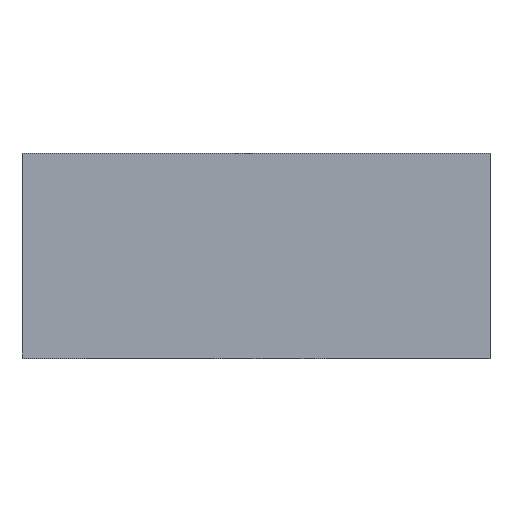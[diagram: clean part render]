
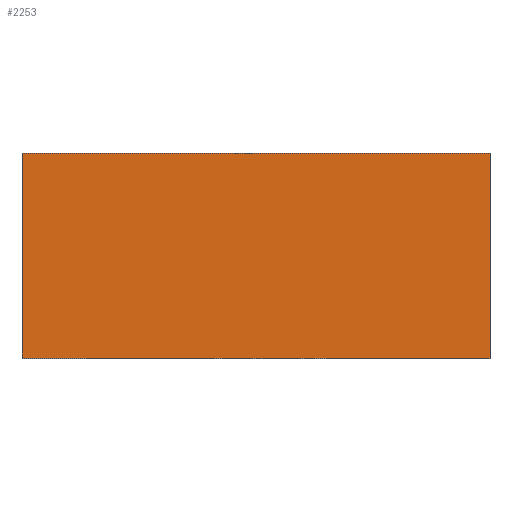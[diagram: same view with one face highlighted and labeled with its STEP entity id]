
A CAD part, top view. The second image highlights one B-rep face of the part: STEP entity #2253.
In plain terms, the highlighted planar face has unit normal (0, 0, 1).
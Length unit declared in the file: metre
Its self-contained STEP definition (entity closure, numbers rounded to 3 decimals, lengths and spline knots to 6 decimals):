
#231=LINE('',#4081,#410);
#234=LINE('',#4087,#413);
#235=LINE('',#4089,#414);
#236=LINE('',#4091,#415);
#410=VECTOR('',#2671,1.);
#413=VECTOR('',#2676,1.);
#414=VECTOR('',#2677,1.);
#415=VECTOR('',#2678,1.);
#491=PLANE('',#2342);
#839=ORIENTED_EDGE('',*,*,#1135,.T.);
#840=ORIENTED_EDGE('',*,*,#1138,.F.);
#841=ORIENTED_EDGE('',*,*,#1139,.F.);
#842=ORIENTED_EDGE('',*,*,#1140,.T.);
#1135=EDGE_CURVE('',#1285,#1283,#231,.T.);
#1138=EDGE_CURVE('',#1287,#1283,#234,.T.);
#1139=EDGE_CURVE('',#1288,#1287,#235,.T.);
#1140=EDGE_CURVE('',#1288,#1285,#236,.T.);
#1283=VERTEX_POINT('',#4079);
#1285=VERTEX_POINT('',#4082);
#1287=VERTEX_POINT('',#4088);
#1288=VERTEX_POINT('',#4090);
#1393=EDGE_LOOP('',(#839,#840,#841,#842));
#1502=FACE_BOUND('',#1393,.T.);
#2253=ADVANCED_FACE('',(#1502),#491,.F.);
#2342=AXIS2_PLACEMENT_3D('',#4086,#2674,#2675);
#2671=DIRECTION('',(-1.,0.,0.));
#2674=DIRECTION('',(0.,0.,-1.));
#2675=DIRECTION('',(-1.,0.,0.));
#2676=DIRECTION('',(0.,1.,0.));
#2677=DIRECTION('',(-1.,0.,0.));
#2678=DIRECTION('',(0.,1.,0.));
#4079=CARTESIAN_POINT('',(-0.016,0.007,0.014075));
#4081=CARTESIAN_POINT('',(0.016,0.007,0.014075));
#4082=CARTESIAN_POINT('',(0.016,0.007,0.014075));
#4086=CARTESIAN_POINT('',(0.016,-0.007,0.014075));
#4087=CARTESIAN_POINT('',(-0.016,-0.007,0.014075));
#4088=CARTESIAN_POINT('',(-0.016,-0.007,0.014075));
#4089=CARTESIAN_POINT('',(0.016,-0.007,0.014075));
#4090=CARTESIAN_POINT('',(0.016,-0.007,0.014075));
#4091=CARTESIAN_POINT('',(0.016,-0.007,0.014075));
